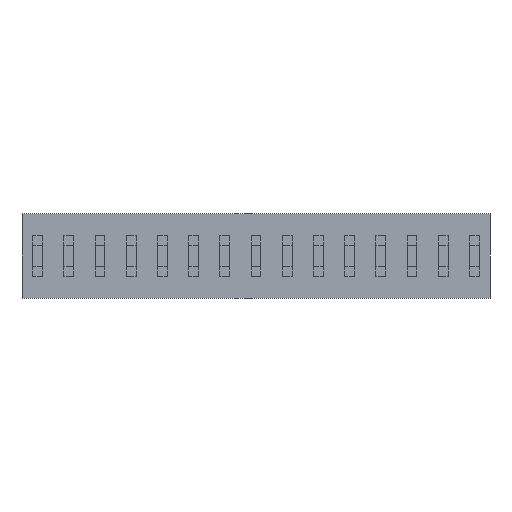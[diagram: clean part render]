
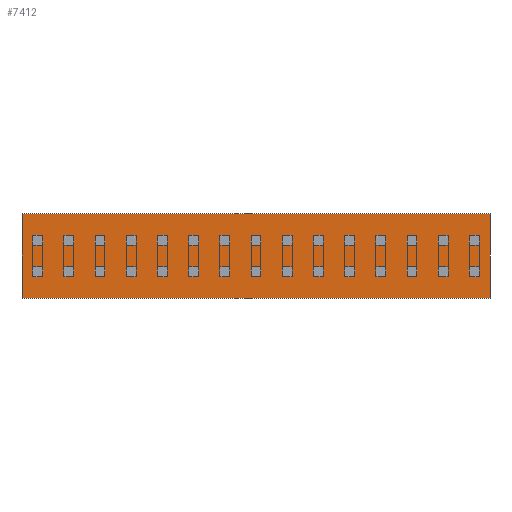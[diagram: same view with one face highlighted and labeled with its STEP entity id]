
A CAD part, front view. The second image highlights one B-rep face of the part: STEP entity #7412.
In plain terms, the highlighted planar face has unit normal (0, -1, 0).
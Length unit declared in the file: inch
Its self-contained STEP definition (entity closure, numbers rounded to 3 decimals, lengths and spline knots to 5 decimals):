
#2079=ORIENTED_EDGE('',*,*,#3113,.F.);
#2080=ORIENTED_EDGE('',*,*,#3106,.F.);
#2081=ORIENTED_EDGE('',*,*,#3132,.F.);
#2082=ORIENTED_EDGE('',*,*,#3110,.F.);
#3106=EDGE_CURVE('',#3766,#3764,#4786,.T.);
#3110=EDGE_CURVE('',#3770,#3768,#4790,.T.);
#3113=EDGE_CURVE('',#3764,#3770,#4793,.T.);
#3132=EDGE_CURVE('',#3768,#3766,#4812,.T.);
#3764=VERTEX_POINT('',#11694);
#3766=VERTEX_POINT('',#11698);
#3768=VERTEX_POINT('',#11703);
#3770=VERTEX_POINT('',#11707);
#4786=LINE('',#11699,#5818);
#4790=LINE('',#11708,#5822);
#4793=LINE('',#11714,#5825);
#4812=LINE('',#11749,#5844);
#5818=VECTOR('',#9628,39.37008);
#5822=VECTOR('',#9634,39.37008);
#5825=VECTOR('',#9639,39.37008);
#5844=VECTOR('',#9662,39.37008);
#6236=EDGE_LOOP('',(#2079,#2080,#2081,#2082));
#6628=FACE_BOUND('',#6236,.T.);
#7020=PLANE('',#7855);
#7412=ADVANCED_FACE('',(#6628),#7020,.F.);
#7855=AXIS2_PLACEMENT_3D('',#11754,#9669,#9670);
#9628=DIRECTION('',(-1.,0.,0.));
#9634=DIRECTION('',(1.,0.,0.));
#9639=DIRECTION('',(0.,0.,1.));
#9662=DIRECTION('',(0.,0.,-1.));
#9669=DIRECTION('',(0.,1.,0.));
#9670=DIRECTION('',(0.,0.,1.));
#11694=CARTESIAN_POINT('',(-0.375,0.,-0.0675));
#11698=CARTESIAN_POINT('',(0.375,0.,-0.0675));
#11699=CARTESIAN_POINT('',(0.375,0.,-0.0675));
#11703=CARTESIAN_POINT('',(0.375,0.,0.0675));
#11707=CARTESIAN_POINT('',(-0.375,0.,0.0675));
#11708=CARTESIAN_POINT('',(-0.375,0.,0.0675));
#11714=CARTESIAN_POINT('',(-0.375,0.,-0.0675));
#11749=CARTESIAN_POINT('',(0.375,0.,0.0675));
#11754=CARTESIAN_POINT('',(0.,0.,0.));
